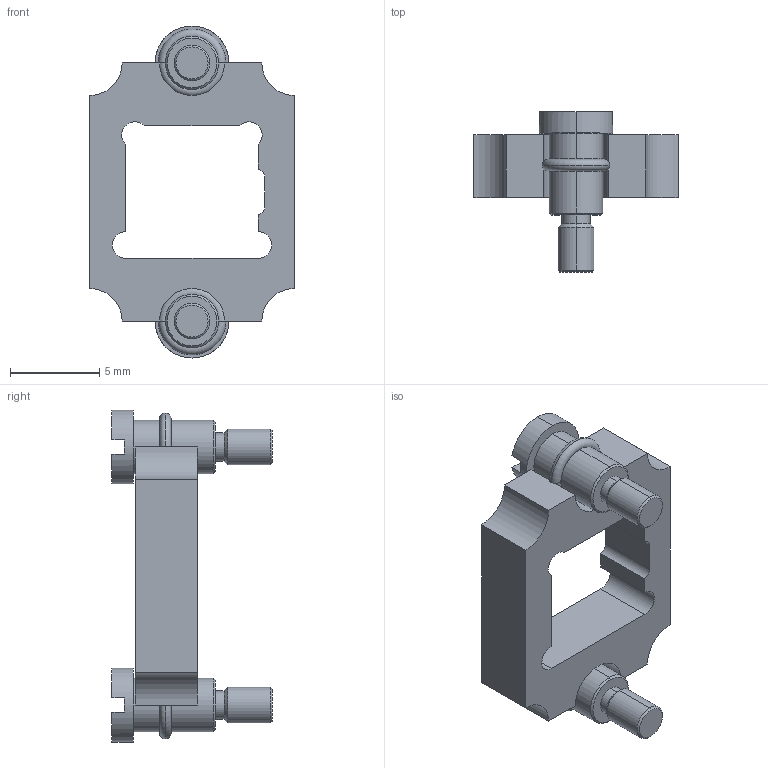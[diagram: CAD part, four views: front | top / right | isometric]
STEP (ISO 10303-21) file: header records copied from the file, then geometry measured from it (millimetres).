
FILE_DESCRIPTION (( 'STEP AP214' ), '1' );
FILE_NAME ('MOD-KT819K01~-a.STEP', '2022-08-25T07:38:03', ( '' ), ( '' ), 'SwSTEP 2.0', 'SolidWorks 2020', '' );
FILE_SCHEMA (( 'AUTOMOTIVE_DESIGN' ));
Length unit declared in the file: millimetre
Products named in the file (1): MOD-KT819K01~-a
Bounding box: 11.5 x 9 x 18.65 mm (x, y, z)
Volume: 419.7 mm3; surface area: 741 mm2
Topology: 5 solids, 5 shells, 92 faces, 210 edges, 132 vertices
Faces by surface type: cylinder 38, plane 34, cone 12, torus 8
Entity records: 3000 total; most frequent: DIRECTION 504, CARTESIAN_POINT 435, ORIENTED_EDGE 420, EDGE_CURVE 210, AXIS2_PLACEMENT_3D 201, VERTEX_POINT 132, CIRCLE 108, VECTOR 102
